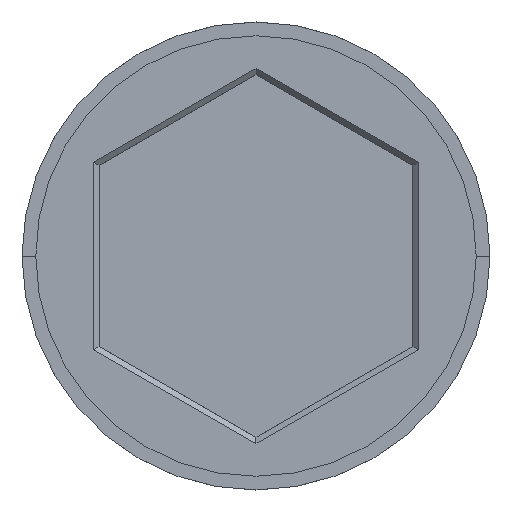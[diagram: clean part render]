
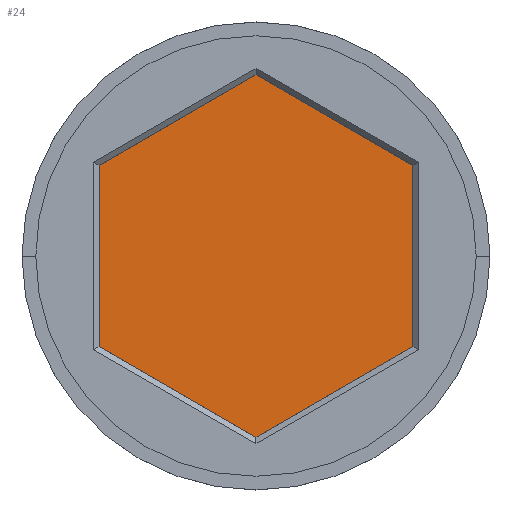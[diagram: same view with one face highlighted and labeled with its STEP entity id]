
A CAD part, top view. The second image highlights one B-rep face of the part: STEP entity #24.
In plain terms, the highlighted planar face has unit normal (0, 0, 1).
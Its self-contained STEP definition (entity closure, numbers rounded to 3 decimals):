
#24 = ADVANCED_FACE ( 'NONE', ( #79 ), #781, .T. ) ;
#69 = VECTOR ( 'NONE', #1169, 1000. ) ;
#78 = CARTESIAN_POINT ( 'NONE',  ( -5.7, -3.291, -2. ) ) ;
#79 = FACE_OUTER_BOUND ( 'NONE', #1508, .T. ) ;
#80 = VERTEX_POINT ( 'NONE', #1413 ) ;
#96 = CARTESIAN_POINT ( 'NONE',  ( 0., 0., -2. ) ) ;
#120 = VERTEX_POINT ( 'NONE', #829 ) ;
#189 = LINE ( 'NONE', #655, #240 ) ;
#195 = DIRECTION ( 'NONE',  ( 1., 0., 0. ) ) ;
#225 = VERTEX_POINT ( 'NONE', #523 ) ;
#230 = EDGE_CURVE ( 'NONE', #317, #225, #776, .T. ) ;
#240 = VECTOR ( 'NONE', #760, 1000. ) ;
#243 = EDGE_CURVE ( 'NONE', #347, #120, #189, .T. ) ;
#284 = EDGE_CURVE ( 'NONE', #120, #553, #686, .T. ) ;
#301 = CARTESIAN_POINT ( 'NONE',  ( -5.7, -3.291, -2. ) ) ;
#302 = ORIENTED_EDGE ( 'NONE', *, *, #243, .T. ) ;
#317 = VERTEX_POINT ( 'NONE', #929 ) ;
#322 = LINE ( 'NONE', #301, #458 ) ;
#347 = VERTEX_POINT ( 'NONE', #1148 ) ;
#354 = ORIENTED_EDGE ( 'NONE', *, *, #411, .T. ) ;
#381 = ORIENTED_EDGE ( 'NONE', *, *, #230, .T. ) ;
#411 = EDGE_CURVE ( 'NONE', #553, #80, #322, .T. ) ;
#422 = ORIENTED_EDGE ( 'NONE', *, *, #643, .T. ) ;
#458 = VECTOR ( 'NONE', #1059, 1000. ) ;
#518 = ORIENTED_EDGE ( 'NONE', *, *, #284, .T. ) ;
#523 = CARTESIAN_POINT ( 'NONE',  ( 5.7, 3.291, -2. ) ) ;
#553 = VERTEX_POINT ( 'NONE', #78 ) ;
#568 = DIRECTION ( 'NONE',  ( 0., 0., 1. ) ) ;
#574 = DIRECTION ( 'NONE',  ( -0.866, 0.5, 0. ) ) ;
#629 = VECTOR ( 'NONE', #574, 1000. ) ;
#643 = EDGE_CURVE ( 'NONE', #225, #347, #834, .T. ) ;
#655 = CARTESIAN_POINT ( 'NONE',  ( 0., 6.582, -2. ) ) ;
#686 = LINE ( 'NONE', #704, #69 ) ;
#689 = CARTESIAN_POINT ( 'NONE',  ( 0., -6.582, -2. ) ) ;
#704 = CARTESIAN_POINT ( 'NONE',  ( -5.7, 3.291, -2. ) ) ;
#760 = DIRECTION ( 'NONE',  ( -0.866, -0.5, 0. ) ) ;
#776 = LINE ( 'NONE', #1345, #1090 ) ;
#781 = PLANE ( 'NONE',  #1161 ) ;
#810 = CARTESIAN_POINT ( 'NONE',  ( 5.7, 3.291, -2. ) ) ;
#829 = CARTESIAN_POINT ( 'NONE',  ( -5.7, 3.291, -2. ) ) ;
#834 = LINE ( 'NONE', #810, #629 ) ;
#929 = CARTESIAN_POINT ( 'NONE',  ( 5.7, -3.291, -2. ) ) ;
#962 = VECTOR ( 'NONE', #1253, 1000. ) ;
#1059 = DIRECTION ( 'NONE',  ( 0.866, -0.5, 0. ) ) ;
#1090 = VECTOR ( 'NONE', #1248, 1000. ) ;
#1148 = CARTESIAN_POINT ( 'NONE',  ( 0., 6.582, -2. ) ) ;
#1161 = AXIS2_PLACEMENT_3D ( 'NONE', #96, #568, #195 ) ;
#1169 = DIRECTION ( 'NONE',  ( 0., -1., 0. ) ) ;
#1248 = DIRECTION ( 'NONE',  ( 0., 1., 0. ) ) ;
#1253 = DIRECTION ( 'NONE',  ( 0.866, 0.5, 0. ) ) ;
#1345 = CARTESIAN_POINT ( 'NONE',  ( 5.7, -3.291, -2. ) ) ;
#1370 = LINE ( 'NONE', #689, #962 ) ;
#1371 = ORIENTED_EDGE ( 'NONE', *, *, #1401, .T. ) ;
#1401 = EDGE_CURVE ( 'NONE', #80, #317, #1370, .T. ) ;
#1413 = CARTESIAN_POINT ( 'NONE',  ( 0., -6.582, -2. ) ) ;
#1508 = EDGE_LOOP ( 'NONE', ( #422, #302, #518, #354, #1371, #381 ) ) ;
